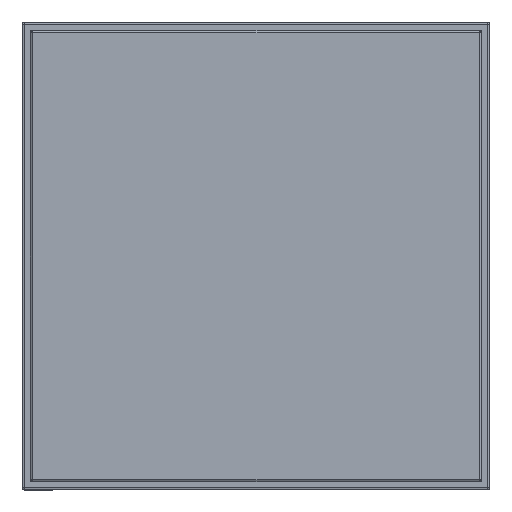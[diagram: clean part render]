
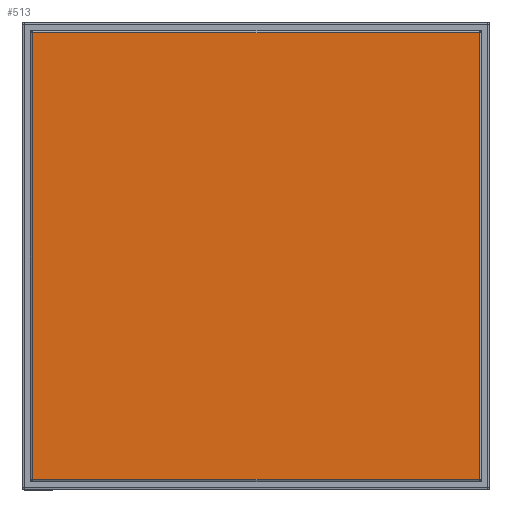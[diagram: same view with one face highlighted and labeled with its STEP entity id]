
A CAD part, front view. The second image highlights one B-rep face of the part: STEP entity #513.
In plain terms, the highlighted planar face has unit normal (0, -1, 0).
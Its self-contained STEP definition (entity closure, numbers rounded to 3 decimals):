
#513=ADVANCED_FACE('',(#1008),#8068,.T.);
#1008=FACE_OUTER_BOUND('',#1525,.T.);
#1525=EDGE_LOOP('',(#3975,#3976,#3977,#3978));
#3975=ORIENTED_EDGE('',*,*,#5361,.T.);
#3976=ORIENTED_EDGE('',*,*,#5364,.T.);
#3977=ORIENTED_EDGE('',*,*,#5363,.T.);
#3978=ORIENTED_EDGE('',*,*,#5362,.T.);
#5361=EDGE_CURVE('',#7536,#7539,#6367,.T.);
#5362=EDGE_CURVE('',#7537,#7536,#6368,.T.);
#5363=EDGE_CURVE('',#7538,#7537,#6369,.T.);
#5364=EDGE_CURVE('',#7539,#7538,#6370,.T.);
#6367=B_SPLINE_CURVE_WITH_KNOTS('',1,(#17420,#17421),.UNSPECIFIED.,.F.,
 .F.,(2,2),(210.035,315.052),.UNSPECIFIED.);
#6368=B_SPLINE_CURVE_WITH_KNOTS('',1,(#17422,#17423),.UNSPECIFIED.,.F.,
 .F.,(2,2),(525.087,630.104),.UNSPECIFIED.);
#6369=B_SPLINE_CURVE_WITH_KNOTS('',1,(#17424,#17425),.UNSPECIFIED.,.F.,
 .F.,(2,2),(420.069,525.087),.UNSPECIFIED.);
#6370=B_SPLINE_CURVE_WITH_KNOTS('',1,(#17426,#17427),.UNSPECIFIED.,.F.,
 .F.,(2,2),(315.052,420.069),.UNSPECIFIED.);
#7536=VERTEX_POINT('',#17372);
#7537=VERTEX_POINT('',#17373);
#7538=VERTEX_POINT('',#17374);
#7539=VERTEX_POINT('',#17375);
#8068=PLANE('',#8424);
#8424=AXIS2_PLACEMENT_3D('',#16416,#8765,$);
#8765=DIRECTION('',(0.,-1.,0.));
#16416=CARTESIAN_POINT('',(-52.563,-153.031,-28.009));
#17372=CARTESIAN_POINT('',(52.454,-153.031,77.009));
#17373=CARTESIAN_POINT('',(52.454,-153.031,-28.009));
#17374=CARTESIAN_POINT('',(-52.563,-153.031,-28.009));
#17375=CARTESIAN_POINT('',(-52.563,-153.031,77.009));
#17420=CARTESIAN_POINT('',(52.454,-153.031,77.009));
#17421=CARTESIAN_POINT('',(-52.563,-153.031,77.009));
#17422=CARTESIAN_POINT('',(52.454,-153.031,-28.009));
#17423=CARTESIAN_POINT('',(52.454,-153.031,77.009));
#17424=CARTESIAN_POINT('',(-52.563,-153.031,-28.009));
#17425=CARTESIAN_POINT('',(52.454,-153.031,-28.009));
#17426=CARTESIAN_POINT('',(-52.563,-153.031,77.009));
#17427=CARTESIAN_POINT('',(-52.563,-153.031,-28.009));
